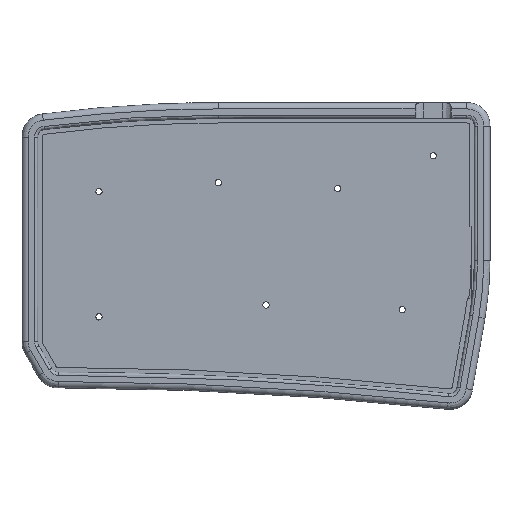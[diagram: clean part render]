
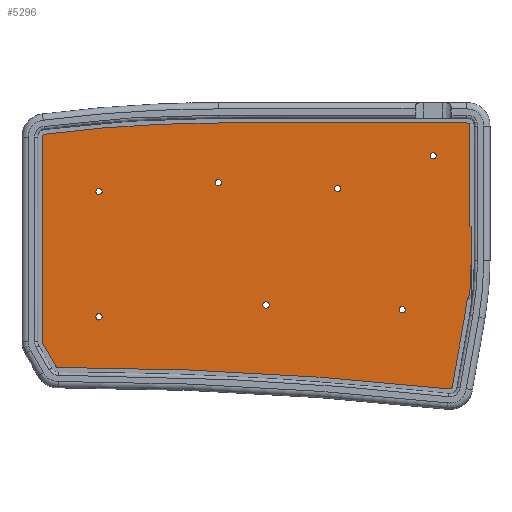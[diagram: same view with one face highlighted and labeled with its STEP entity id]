
A CAD part, top view. The second image highlights one B-rep face of the part: STEP entity #5296.
In plain terms, the highlighted planar face has unit normal (0, 0, 1).
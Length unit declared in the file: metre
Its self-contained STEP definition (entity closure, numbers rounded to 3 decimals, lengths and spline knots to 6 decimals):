
#229=CIRCLE('',#5674,0.001);
#230=CIRCLE('',#5675,0.001);
#231=CIRCLE('',#5676,0.001);
#232=CIRCLE('',#5677,0.001);
#233=CIRCLE('',#5678,0.001);
#234=CIRCLE('',#5679,0.001);
#235=CIRCLE('',#5680,0.001);
#367=B_SPLINE_CURVE_WITH_KNOTS('',3,(#8089,#8090,#8091,#8092),
 .UNSPECIFIED.,.F.,.F.,(4,4),(0.,1.),.UNSPECIFIED.);
#501=B_SPLINE_CURVE_WITH_KNOTS('',3,(#10862,#10863,#10864,#10865),
 .UNSPECIFIED.,.F.,.F.,(4,4),(0.,1.),.UNSPECIFIED.);
#502=B_SPLINE_CURVE_WITH_KNOTS('',3,(#10868,#10869,#10870,#10871),
 .UNSPECIFIED.,.F.,.F.,(4,4),(0.,1.),.UNSPECIFIED.);
#503=B_SPLINE_CURVE_WITH_KNOTS('',3,(#10873,#10874,#10875,#10876),
 .UNSPECIFIED.,.F.,.F.,(4,4),(0.,1.),.UNSPECIFIED.);
#504=B_SPLINE_CURVE_WITH_KNOTS('',3,(#10878,#10879,#10880,#10881),
 .UNSPECIFIED.,.F.,.F.,(4,4),(0.,1.),.UNSPECIFIED.);
#505=B_SPLINE_CURVE_WITH_KNOTS('',3,(#10882,#10883,#10884,#10885),
 .UNSPECIFIED.,.F.,.F.,(4,4),(0.,1.),.UNSPECIFIED.);
#506=B_SPLINE_CURVE_WITH_KNOTS('',3,(#10887,#10888,#10889,#10890),
 .UNSPECIFIED.,.F.,.F.,(4,4),(0.,1.),.UNSPECIFIED.);
#507=B_SPLINE_CURVE_WITH_KNOTS('',3,(#10892,#10893,#10894,#10895),
 .UNSPECIFIED.,.F.,.F.,(4,4),(0.,1.),.UNSPECIFIED.);
#508=B_SPLINE_CURVE_WITH_KNOTS('',3,(#10897,#10898,#10899,#10900),
 .UNSPECIFIED.,.F.,.F.,(4,4),(0.,1.),.UNSPECIFIED.);
#509=B_SPLINE_CURVE_WITH_KNOTS('',3,(#10902,#10903,#10904,#10905),
 .UNSPECIFIED.,.F.,.F.,(4,4),(0.,1.),.UNSPECIFIED.);
#510=B_SPLINE_CURVE_WITH_KNOTS('',3,(#10907,#10908,#10909,#10910),
 .UNSPECIFIED.,.F.,.F.,(4,4),(0.,1.),.UNSPECIFIED.);
#511=B_SPLINE_CURVE_WITH_KNOTS('',3,(#10912,#10913,#10914,#10915),
 .UNSPECIFIED.,.F.,.F.,(4,4),(0.,1.),.UNSPECIFIED.);
#512=B_SPLINE_CURVE_WITH_KNOTS('',3,(#10917,#10918,#10919,#10920),
 .UNSPECIFIED.,.F.,.F.,(4,4),(0.,1.),.UNSPECIFIED.);
#1362=ORIENTED_EDGE('',*,*,#2677,.F.);
#1363=ORIENTED_EDGE('',*,*,#2678,.F.);
#1364=ORIENTED_EDGE('',*,*,#2679,.F.);
#1365=ORIENTED_EDGE('',*,*,#2680,.F.);
#1366=ORIENTED_EDGE('',*,*,#2681,.F.);
#1367=ORIENTED_EDGE('',*,*,#2682,.F.);
#1368=ORIENTED_EDGE('',*,*,#2683,.F.);
#1369=ORIENTED_EDGE('',*,*,#2684,.F.);
#1370=ORIENTED_EDGE('',*,*,#2685,.F.);
#1371=ORIENTED_EDGE('',*,*,#2686,.F.);
#1372=ORIENTED_EDGE('',*,*,#2687,.F.);
#1373=ORIENTED_EDGE('',*,*,#2447,.F.);
#1374=ORIENTED_EDGE('',*,*,#2688,.F.);
#1375=ORIENTED_EDGE('',*,*,#2689,.F.);
#1376=ORIENTED_EDGE('',*,*,#2690,.F.);
#1377=ORIENTED_EDGE('',*,*,#2691,.F.);
#1378=ORIENTED_EDGE('',*,*,#2692,.F.);
#1379=ORIENTED_EDGE('',*,*,#2693,.F.);
#1380=ORIENTED_EDGE('',*,*,#2694,.F.);
#1381=ORIENTED_EDGE('',*,*,#2695,.F.);
#2447=EDGE_CURVE('',#3225,#3226,#367,.T.);
#2677=EDGE_CURVE('',#3345,#3345,#229,.F.);
#2678=EDGE_CURVE('',#3346,#3346,#230,.F.);
#2679=EDGE_CURVE('',#3347,#3347,#231,.F.);
#2680=EDGE_CURVE('',#3348,#3348,#232,.F.);
#2681=EDGE_CURVE('',#3349,#3349,#233,.F.);
#2682=EDGE_CURVE('',#3350,#3350,#234,.F.);
#2683=EDGE_CURVE('',#3351,#3351,#235,.F.);
#2684=EDGE_CURVE('',#3352,#3353,#501,.T.);
#2685=EDGE_CURVE('',#3354,#3352,#502,.T.);
#2686=EDGE_CURVE('',#3355,#3354,#503,.T.);
#2687=EDGE_CURVE('',#3226,#3355,#504,.T.);
#2688=EDGE_CURVE('',#3356,#3225,#505,.T.);
#2689=EDGE_CURVE('',#3357,#3356,#506,.T.);
#2690=EDGE_CURVE('',#3358,#3357,#507,.T.);
#2691=EDGE_CURVE('',#3359,#3358,#508,.T.);
#2692=EDGE_CURVE('',#3360,#3359,#509,.T.);
#2693=EDGE_CURVE('',#3361,#3360,#510,.T.);
#2694=EDGE_CURVE('',#3362,#3361,#511,.T.);
#2695=EDGE_CURVE('',#3353,#3362,#512,.T.);
#3225=VERTEX_POINT('',#8088);
#3226=VERTEX_POINT('',#8093);
#3345=VERTEX_POINT('',#10849);
#3346=VERTEX_POINT('',#10851);
#3347=VERTEX_POINT('',#10853);
#3348=VERTEX_POINT('',#10855);
#3349=VERTEX_POINT('',#10857);
#3350=VERTEX_POINT('',#10859);
#3351=VERTEX_POINT('',#10861);
#3352=VERTEX_POINT('',#10866);
#3353=VERTEX_POINT('',#10867);
#3354=VERTEX_POINT('',#10872);
#3355=VERTEX_POINT('',#10877);
#3356=VERTEX_POINT('',#10886);
#3357=VERTEX_POINT('',#10891);
#3358=VERTEX_POINT('',#10896);
#3359=VERTEX_POINT('',#10901);
#3360=VERTEX_POINT('',#10906);
#3361=VERTEX_POINT('',#10911);
#3362=VERTEX_POINT('',#10916);
#4357=EDGE_LOOP('',(#1362));
#4358=EDGE_LOOP('',(#1363));
#4359=EDGE_LOOP('',(#1364));
#4360=EDGE_LOOP('',(#1365));
#4361=EDGE_LOOP('',(#1366));
#4362=EDGE_LOOP('',(#1367));
#4363=EDGE_LOOP('',(#1368));
#4364=EDGE_LOOP('',(#1369,#1370,#1371,#1372,#1373,#1374,#1375,#1376,#1377,
#1378,#1379,#1380,#1381));
#4773=FACE_BOUND('',#4357,.T.);
#4774=FACE_BOUND('',#4358,.T.);
#4775=FACE_BOUND('',#4359,.T.);
#4776=FACE_BOUND('',#4360,.T.);
#4777=FACE_BOUND('',#4361,.T.);
#4778=FACE_BOUND('',#4362,.T.);
#4779=FACE_BOUND('',#4363,.T.);
#4780=FACE_BOUND('',#4364,.T.);
#5075=PLANE('',#5673);
#5296=ADVANCED_FACE('',(#4773,#4774,#4775,#4776,#4777,#4778,#4779,#4780),
#5075,.T.);
#5673=AXIS2_PLACEMENT_3D('',#10847,#6418,#6419);
#5674=AXIS2_PLACEMENT_3D('',#10848,#6420,#6421);
#5675=AXIS2_PLACEMENT_3D('',#10850,#6422,#6423);
#5676=AXIS2_PLACEMENT_3D('',#10852,#6424,#6425);
#5677=AXIS2_PLACEMENT_3D('',#10854,#6426,#6427);
#5678=AXIS2_PLACEMENT_3D('',#10856,#6428,#6429);
#5679=AXIS2_PLACEMENT_3D('',#10858,#6430,#6431);
#5680=AXIS2_PLACEMENT_3D('',#10860,#6432,#6433);
#6418=DIRECTION('',(0.,0.,1.));
#6419=DIRECTION('',(-1.,0.,0.));
#6420=DIRECTION('',(0.,0.,-1.));
#6421=DIRECTION('',(-1.,0.,0.));
#6422=DIRECTION('',(0.,0.,-1.));
#6423=DIRECTION('',(-1.,0.,0.));
#6424=DIRECTION('',(0.,0.,-1.));
#6425=DIRECTION('',(-1.,0.,0.));
#6426=DIRECTION('',(0.,0.,-1.));
#6427=DIRECTION('',(-1.,0.,0.));
#6428=DIRECTION('',(0.,0.,-1.));
#6429=DIRECTION('',(-1.,0.,0.));
#6430=DIRECTION('',(0.,0.,-1.));
#6431=DIRECTION('',(-1.,0.,0.));
#6432=DIRECTION('',(0.,0.,-1.));
#6433=DIRECTION('',(-1.,0.,0.));
#8088=CARTESIAN_POINT('',(-0.151915,-0.029673,-0.013));
#8089=CARTESIAN_POINT('',(-0.151915,-0.029673,-0.013));
#8090=CARTESIAN_POINT('',(-0.151915,-0.007891,-0.013));
#8091=CARTESIAN_POINT('',(-0.151915,0.01389,-0.013));
#8092=CARTESIAN_POINT('',(-0.151915,0.035671,-0.013));
#8093=CARTESIAN_POINT('',(-0.151915,0.035671,-0.013));
#10847=CARTESIAN_POINT('',(-0.083217,-0.002215,-0.013));
#10848=CARTESIAN_POINT('',(-0.09525,0.021217,-0.013));
#10849=CARTESIAN_POINT('',(-0.09625,0.021217,-0.013));
#10850=CARTESIAN_POINT('',(-0.05715,0.019312,-0.013));
#10851=CARTESIAN_POINT('',(-0.05815,0.019312,-0.013));
#10852=CARTESIAN_POINT('',(-0.026654,0.029804,-0.013));
#10853=CARTESIAN_POINT('',(-0.027654,0.029804,-0.013));
#10854=CARTESIAN_POINT('',(-0.13335,-0.021646,-0.013));
#10855=CARTESIAN_POINT('',(-0.13435,-0.021646,-0.013));
#10856=CARTESIAN_POINT('',(-0.13335,0.018359,-0.013));
#10857=CARTESIAN_POINT('',(-0.13435,0.018359,-0.013));
#10858=CARTESIAN_POINT('',(-0.08001,-0.017836,-0.013));
#10859=CARTESIAN_POINT('',(-0.08101,-0.017836,-0.013));
#10860=CARTESIAN_POINT('',(-0.036526,-0.019333,-0.013));
#10861=CARTESIAN_POINT('',(-0.037526,-0.019333,-0.013));
#10862=CARTESIAN_POINT('',(-0.016018,0.040734,-0.013));
#10863=CARTESIAN_POINT('',(-0.014962,0.040734,-0.013));
#10864=CARTESIAN_POINT('',(-0.014518,0.040293,-0.013));
#10865=CARTESIAN_POINT('',(-0.014518,0.039234,-0.013));
#10866=CARTESIAN_POINT('',(-0.016018,0.040734,-0.013));
#10867=CARTESIAN_POINT('',(-0.014518,0.039234,-0.013));
#10868=CARTESIAN_POINT('',(-0.09525,0.040734,-0.013));
#10869=CARTESIAN_POINT('',(-0.068839,0.040734,-0.013));
#10870=CARTESIAN_POINT('',(-0.042429,0.040734,-0.013));
#10871=CARTESIAN_POINT('',(-0.016018,0.040734,-0.013));
#10872=CARTESIAN_POINT('',(-0.09525,0.040734,-0.013));
#10873=CARTESIAN_POINT('',(-0.150608,0.037158,-0.013));
#10874=CARTESIAN_POINT('',(-0.132232,0.039542,-0.013));
#10875=CARTESIAN_POINT('',(-0.11378,0.040734,-0.013));
#10876=CARTESIAN_POINT('',(-0.09525,0.040734,-0.013));
#10877=CARTESIAN_POINT('',(-0.150608,0.037158,-0.013));
#10878=CARTESIAN_POINT('',(-0.151915,0.035671,-0.013));
#10879=CARTESIAN_POINT('',(-0.151915,0.036591,-0.013));
#10880=CARTESIAN_POINT('',(-0.15152,0.03704,-0.013));
#10881=CARTESIAN_POINT('',(-0.150608,0.037158,-0.013));
#10882=CARTESIAN_POINT('',(-0.151714,-0.030423,-0.013));
#10883=CARTESIAN_POINT('',(-0.151848,-0.030191,-0.013));
#10884=CARTESIAN_POINT('',(-0.151915,-0.029941,-0.013));
#10885=CARTESIAN_POINT('',(-0.151915,-0.029673,-0.013));
#10886=CARTESIAN_POINT('',(-0.151714,-0.030423,-0.013));
#10887=CARTESIAN_POINT('',(-0.147595,-0.03755,-0.013));
#10888=CARTESIAN_POINT('',(-0.148968,-0.035175,-0.013));
#10889=CARTESIAN_POINT('',(-0.150341,-0.032799,-0.013));
#10890=CARTESIAN_POINT('',(-0.151714,-0.030423,-0.013));
#10891=CARTESIAN_POINT('',(-0.147595,-0.03755,-0.013));
#10892=CARTESIAN_POINT('',(-0.146299,-0.0383,-0.013));
#10893=CARTESIAN_POINT('',(-0.14689,-0.038299,-0.013));
#10894=CARTESIAN_POINT('',(-0.147301,-0.03806,-0.013));
#10895=CARTESIAN_POINT('',(-0.147595,-0.03755,-0.013));
#10896=CARTESIAN_POINT('',(-0.146299,-0.0383,-0.013));
#10897=CARTESIAN_POINT('',(-0.021698,-0.045146,-0.013));
#10898=CARTESIAN_POINT('',(-0.06311,-0.040651,-0.013));
#10899=CARTESIAN_POINT('',(-0.104644,-0.038369,-0.013));
#10900=CARTESIAN_POINT('',(-0.146299,-0.0383,-0.013));
#10901=CARTESIAN_POINT('',(-0.021698,-0.045146,-0.013));
#10902=CARTESIAN_POINT('',(-0.020059,-0.043915,-0.013));
#10903=CARTESIAN_POINT('',(-0.02023,-0.044884,-0.013));
#10904=CARTESIAN_POINT('',(-0.020719,-0.045252,-0.013));
#10905=CARTESIAN_POINT('',(-0.021698,-0.045146,-0.013));
#10906=CARTESIAN_POINT('',(-0.020059,-0.043915,-0.013));
#10907=CARTESIAN_POINT('',(-0.01603,-0.021065,-0.013));
#10908=CARTESIAN_POINT('',(-0.017373,-0.028682,-0.013));
#10909=CARTESIAN_POINT('',(-0.018716,-0.036299,-0.013));
#10910=CARTESIAN_POINT('',(-0.020059,-0.043915,-0.013));
#10911=CARTESIAN_POINT('',(-0.01603,-0.021065,-0.013));
#10912=CARTESIAN_POINT('',(-0.014518,-0.003787,-0.013));
#10913=CARTESIAN_POINT('',(-0.014518,-0.009591,-0.013));
#10914=CARTESIAN_POINT('',(-0.015022,-0.01535,-0.013));
#10915=CARTESIAN_POINT('',(-0.01603,-0.021065,-0.013));
#10916=CARTESIAN_POINT('',(-0.014518,-0.003787,-0.013));
#10917=CARTESIAN_POINT('',(-0.014518,0.039234,-0.013));
#10918=CARTESIAN_POINT('',(-0.014518,0.024894,-0.013));
#10919=CARTESIAN_POINT('',(-0.014518,0.010553,-0.013));
#10920=CARTESIAN_POINT('',(-0.014518,-0.003787,-0.013));
